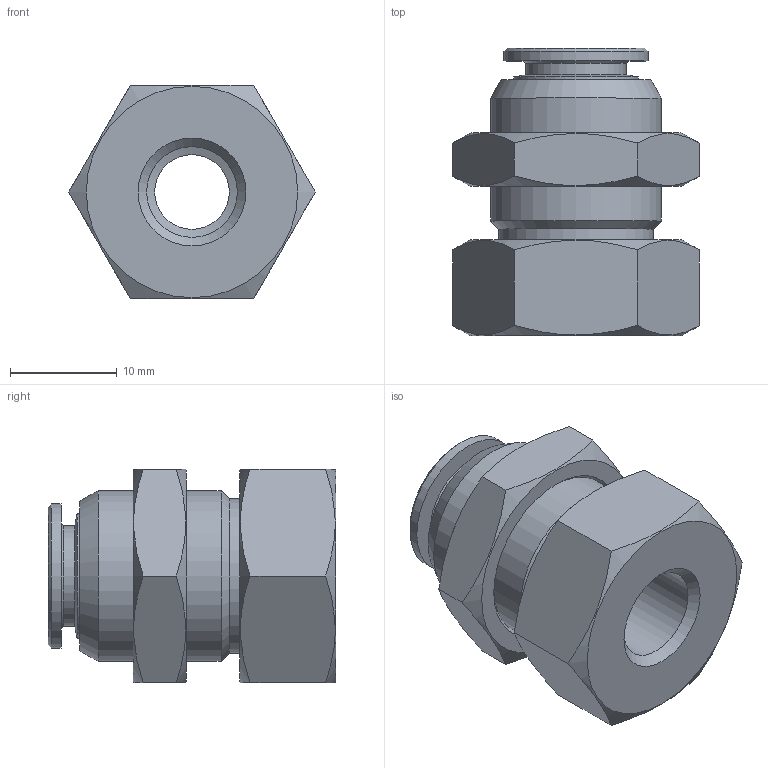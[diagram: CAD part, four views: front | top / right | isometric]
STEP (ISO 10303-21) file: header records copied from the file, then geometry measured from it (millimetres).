
FILE_DESCRIPTION( ( 'STEP AP214' ), '1' );
FILE_NAME( 'psolqas_19076_24.stp', '2020-12-01T17:12:41', ( 'License CC BY-ND 4.0' ), ( 'CADENAS' ), ' ', 'PARTsolutions', ' ' );
FILE_SCHEMA( ( 'AUTOMOTIVE_DESIGN { 1 0 10303 214 1 1 1 1 }' ) );
Length unit declared in the file: metre
Products named in the file (1): NONE
Bounding box: 23.09 x 26.95 x 20 mm (x, y, z)
Volume: 5599.4 mm3; surface area: 3245.5 mm2
Topology: 1 solids, 1 shells, 44 faces, 103 edges, 66 vertices
Faces by surface type: plane 19, cone 15, cylinder 9, torus 1
Full cylindrical faces by diameter (mm): 7 x1, 8.15 x1, 8.5 x1, 9.4 x1, 11.65 x1, 13.5 x1, 14.5 x1, 16 x2
Entity records: 1592 total; most frequent: CARTESIAN_POINT 373, DIRECTION 162, ORIENTED_EDGE 148, EDGE_LOOP 76, AXIS2_PLACEMENT_3D 75, EDGE_CURVE 74, VERTEX_POINT 62, FACE_OUTER_BOUND 54
